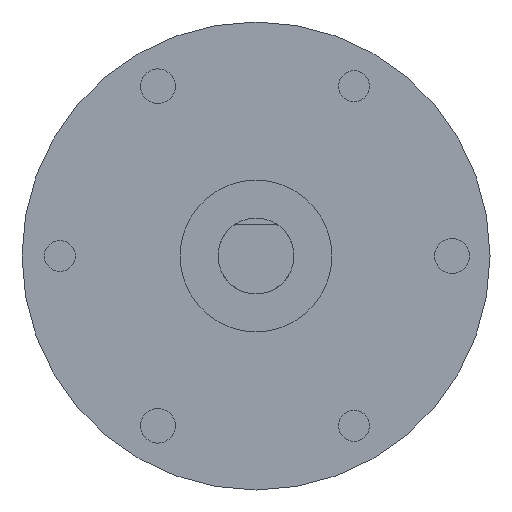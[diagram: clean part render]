
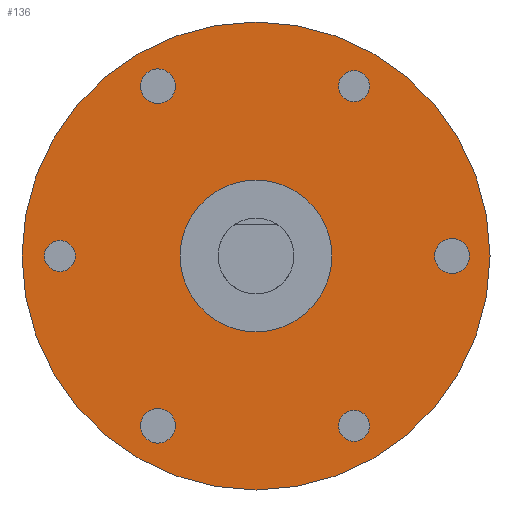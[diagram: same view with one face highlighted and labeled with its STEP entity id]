
A CAD part, front view. The second image highlights one B-rep face of the part: STEP entity #136.
In plain terms, the highlighted planar face has unit normal (0, -1, 0).
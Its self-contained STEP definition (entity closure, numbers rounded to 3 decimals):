
#136 = ADVANCED_FACE( '', ( #285, #286, #287, #288, #289, #290, #291, #292 ), #293, .F. );
#285 = FACE_BOUND( '', #432, .T. );
#286 = FACE_BOUND( '', #433, .T. );
#287 = FACE_BOUND( '', #434, .T. );
#288 = FACE_BOUND( '', #435, .T. );
#289 = FACE_BOUND( '', #436, .T. );
#290 = FACE_BOUND( '', #437, .T. );
#291 = FACE_OUTER_BOUND( '', #438, .T. );
#292 = FACE_BOUND( '', #439, .T. );
#293 = PLANE( '', #440 );
#432 = EDGE_LOOP( '', ( #691 ) );
#433 = EDGE_LOOP( '', ( #692 ) );
#434 = EDGE_LOOP( '', ( #693 ) );
#435 = EDGE_LOOP( '', ( #694 ) );
#436 = EDGE_LOOP( '', ( #695 ) );
#437 = EDGE_LOOP( '', ( #696 ) );
#438 = EDGE_LOOP( '', ( #697 ) );
#439 = EDGE_LOOP( '', ( #698 ) );
#440 = AXIS2_PLACEMENT_3D( '', #699, #700, #701 );
#691 = ORIENTED_EDGE( '', *, *, #745, .T. );
#692 = ORIENTED_EDGE( '', *, *, #726, .T. );
#693 = ORIENTED_EDGE( '', *, *, #783, .T. );
#694 = ORIENTED_EDGE( '', *, *, #739, .T. );
#695 = ORIENTED_EDGE( '', *, *, #781, .T. );
#696 = ORIENTED_EDGE( '', *, *, #723, .T. );
#697 = ORIENTED_EDGE( '', *, *, #792, .F. );
#698 = ORIENTED_EDGE( '', *, *, #747, .T. );
#699 = CARTESIAN_POINT( '', ( 0., 0., -18.5 ) );
#700 = DIRECTION( '', ( 0., 1., 0. ) );
#701 = DIRECTION( '', ( 0., 0., 1. ) );
#723 = EDGE_CURVE( '', #829, #829, #830, .T. );
#726 = EDGE_CURVE( '', #833, #833, #834, .T. );
#739 = EDGE_CURVE( '', #853, #853, #854, .T. );
#745 = EDGE_CURVE( '', #862, #862, #863, .T. );
#747 = EDGE_CURVE( '', #865, #865, #866, .T. );
#781 = EDGE_CURVE( '', #914, #914, #915, .T. );
#783 = EDGE_CURVE( '', #917, #917, #918, .T. );
#792 = EDGE_CURVE( '', #927, #927, #928, .T. );
#829 = VERTEX_POINT( '', #974 );
#830 = CIRCLE( '', #975, 1.23 );
#833 = VERTEX_POINT( '', #978 );
#834 = CIRCLE( '', #979, 1.23 );
#853 = VERTEX_POINT( '', #1002 );
#854 = CIRCLE( '', #1003, 1.23 );
#862 = VERTEX_POINT( '', #1014 );
#863 = CIRCLE( '', #1015, 1.37 );
#865 = VERTEX_POINT( '', #1017 );
#866 = CIRCLE( '', #1018, 6. );
#914 = VERTEX_POINT( '', #1077 );
#915 = CIRCLE( '', #1078, 1.37 );
#917 = VERTEX_POINT( '', #1080 );
#918 = CIRCLE( '', #1081, 1.37 );
#927 = VERTEX_POINT( '', #1091 );
#928 = CIRCLE( '', #1092, 18.5 );
#974 = CARTESIAN_POINT( '', ( -15.5, 0., 1.23 ) );
#975 = AXIS2_PLACEMENT_3D( '', #1118, #1119, #1120 );
#978 = CARTESIAN_POINT( '', ( 6.685, 0., -14.038 ) );
#979 = AXIS2_PLACEMENT_3D( '', #1121, #1122, #1123 );
#1002 = CARTESIAN_POINT( '', ( 8.815, 0., 12.809 ) );
#1003 = AXIS2_PLACEMENT_3D( '', #1137, #1138, #1139 );
#1014 = CARTESIAN_POINT( '', ( -8.435, 0., -12.237 ) );
#1015 = AXIS2_PLACEMENT_3D( '', #1143, #1144, #1145 );
#1017 = CARTESIAN_POINT( '', ( 0., 0., 6. ) );
#1018 = AXIS2_PLACEMENT_3D( '', #1146, #1147, #1148 );
#1077 = CARTESIAN_POINT( '', ( -6.38, 0., 13.423 ) );
#1078 = AXIS2_PLACEMENT_3D( '', #1190, #1191, #1192 );
#1080 = CARTESIAN_POINT( '', ( 14.815, 0., -1.186 ) );
#1081 = AXIS2_PLACEMENT_3D( '', #1193, #1194, #1195 );
#1091 = CARTESIAN_POINT( '', ( 0., 0., 18.5 ) );
#1092 = AXIS2_PLACEMENT_3D( '', #1197, #1198, #1199 );
#1118 = CARTESIAN_POINT( '', ( -15.5, 0., 0. ) );
#1119 = DIRECTION( '', ( 0., 1., 0. ) );
#1120 = DIRECTION( '', ( 0., 0., 1. ) );
#1121 = CARTESIAN_POINT( '', ( 7.75, 0., -13.423 ) );
#1122 = DIRECTION( '', ( 0., 1., 0. ) );
#1123 = DIRECTION( '', ( -0.866, 0., -0.5 ) );
#1137 = CARTESIAN_POINT( '', ( 7.75, 0., 13.423 ) );
#1138 = DIRECTION( '', ( 0., 1., 0. ) );
#1139 = DIRECTION( '', ( 0.866, 0., -0.5 ) );
#1143 = CARTESIAN_POINT( '', ( -7.75, 0., -13.423 ) );
#1144 = DIRECTION( '', ( 0., 1., 0. ) );
#1145 = DIRECTION( '', ( -0.5, 0., 0.866 ) );
#1146 = CARTESIAN_POINT( '', ( 0., 0., 0. ) );
#1147 = DIRECTION( '', ( 0., 1., 0. ) );
#1148 = DIRECTION( '', ( 0., 0., 1. ) );
#1190 = CARTESIAN_POINT( '', ( -7.75, 0., 13.423 ) );
#1191 = DIRECTION( '', ( 0., 1., 0. ) );
#1192 = DIRECTION( '', ( 1., 0., 0. ) );
#1193 = CARTESIAN_POINT( '', ( 15.5, 0., 0. ) );
#1194 = DIRECTION( '', ( 0., 1., 0. ) );
#1195 = DIRECTION( '', ( -0.5, 0., -0.866 ) );
#1197 = CARTESIAN_POINT( '', ( 0., 0., 0. ) );
#1198 = DIRECTION( '', ( 0., 1., 0. ) );
#1199 = DIRECTION( '', ( 0., 0., 1. ) );
